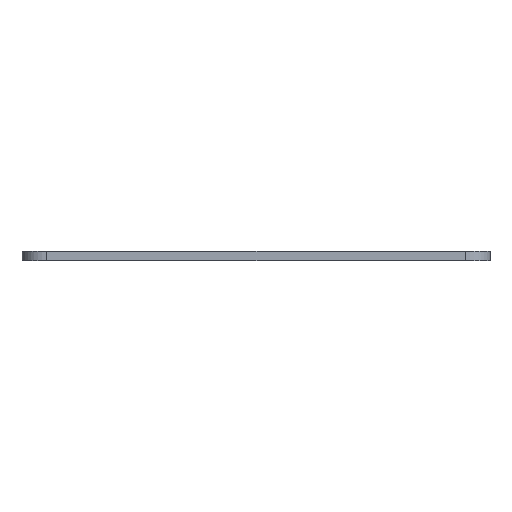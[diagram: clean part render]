
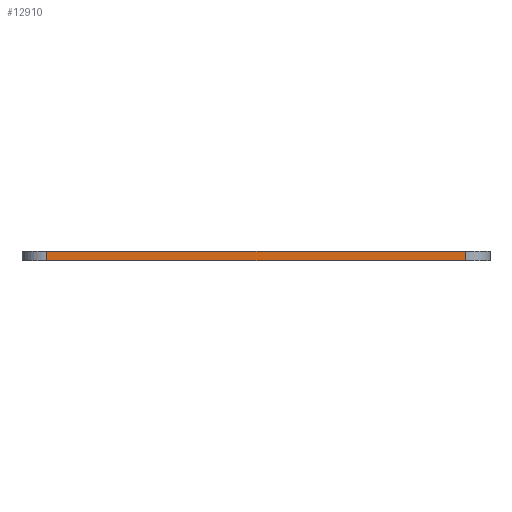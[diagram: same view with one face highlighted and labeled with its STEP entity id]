
A CAD part, left-side view. The second image highlights one B-rep face of the part: STEP entity #12910.
In plain terms, the highlighted planar face has unit normal (-1, 0, 0).
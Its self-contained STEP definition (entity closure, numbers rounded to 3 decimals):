
#84 = PLANE('',#85);
#85 = AXIS2_PLACEMENT_3D('',#86,#87,#88);
#86 = CARTESIAN_POINT('',(148.59,-86.36,1.6));
#87 = DIRECTION('',(0.,0.,1.));
#88 = DIRECTION('',(1.,0.,-0.));
#139 = PLANE('',#140);
#140 = AXIS2_PLACEMENT_3D('',#141,#142,#143);
#141 = CARTESIAN_POINT('',(148.59,-86.36,0.));
#142 = DIRECTION('',(0.,0.,1.));
#143 = DIRECTION('',(1.,0.,-0.));
#194 = CYLINDRICAL_SURFACE('',#195,4.013);
#195 = AXIS2_PLACEMENT_3D('',#196,#197,#198);
#196 = CARTESIAN_POINT('',(80.213,-120.447,0.));
#197 = DIRECTION('',(-0.,-0.,-1.));
#198 = DIRECTION('',(1.,0.,-0.));
#361 = VERTEX_POINT('',#362);
#362 = CARTESIAN_POINT('',(76.2,-52.273,0.));
#377 = CYLINDRICAL_SURFACE('',#378,4.013);
#378 = AXIS2_PLACEMENT_3D('',#379,#380,#381);
#379 = CARTESIAN_POINT('',(80.213,-52.273,0.));
#380 = DIRECTION('',(-0.,-0.,-1.));
#381 = DIRECTION('',(1.,0.,-0.));
#389 = EDGE_CURVE('',#390,#361,#392,.T.);
#390 = VERTEX_POINT('',#391);
#391 = CARTESIAN_POINT('',(76.2,-120.447,0.));
#392 = SURFACE_CURVE('',#393,(#397,#404),.PCURVE_S1.);
#393 = LINE('',#394,#395);
#394 = CARTESIAN_POINT('',(76.2,-120.447,0.));
#395 = VECTOR('',#396,1.);
#396 = DIRECTION('',(0.,1.,0.));
#397 = PCURVE('',#139,#398);
#398 = DEFINITIONAL_REPRESENTATION('',(#399),#403);
#399 = LINE('',#400,#401);
#400 = CARTESIAN_POINT('',(-72.39,-34.087));
#401 = VECTOR('',#402,1.);
#402 = DIRECTION('',(0.,1.));
#403 = ( GEOMETRIC_REPRESENTATION_CONTEXT(2) 
PARAMETRIC_REPRESENTATION_CONTEXT() REPRESENTATION_CONTEXT('2D SPACE',''
  ) );
#404 = PCURVE('',#405,#410);
#405 = PLANE('',#406);
#406 = AXIS2_PLACEMENT_3D('',#407,#408,#409);
#407 = CARTESIAN_POINT('',(76.2,-120.447,0.));
#408 = DIRECTION('',(-1.,0.,0.));
#409 = DIRECTION('',(0.,1.,0.));
#410 = DEFINITIONAL_REPRESENTATION('',(#411),#415);
#411 = LINE('',#412,#413);
#412 = CARTESIAN_POINT('',(0.,0.));
#413 = VECTOR('',#414,1.);
#414 = DIRECTION('',(1.,0.));
#415 = ( GEOMETRIC_REPRESENTATION_CONTEXT(2) 
PARAMETRIC_REPRESENTATION_CONTEXT() REPRESENTATION_CONTEXT('2D SPACE',''
  ) );
#7198 = VERTEX_POINT('',#7199);
#7199 = CARTESIAN_POINT('',(76.2,-52.273,1.6));
#7221 = EDGE_CURVE('',#7222,#7198,#7224,.T.);
#7222 = VERTEX_POINT('',#7223);
#7223 = CARTESIAN_POINT('',(76.2,-120.447,1.6));
#7224 = SURFACE_CURVE('',#7225,(#7229,#7236),.PCURVE_S1.);
#7225 = LINE('',#7226,#7227);
#7226 = CARTESIAN_POINT('',(76.2,-120.447,1.6));
#7227 = VECTOR('',#7228,1.);
#7228 = DIRECTION('',(0.,1.,0.));
#7229 = PCURVE('',#84,#7230);
#7230 = DEFINITIONAL_REPRESENTATION('',(#7231),#7235);
#7231 = LINE('',#7232,#7233);
#7232 = CARTESIAN_POINT('',(-72.39,-34.087));
#7233 = VECTOR('',#7234,1.);
#7234 = DIRECTION('',(0.,1.));
#7235 = ( GEOMETRIC_REPRESENTATION_CONTEXT(2) 
PARAMETRIC_REPRESENTATION_CONTEXT() REPRESENTATION_CONTEXT('2D SPACE',''
  ) );
#7236 = PCURVE('',#405,#7237);
#7237 = DEFINITIONAL_REPRESENTATION('',(#7238),#7242);
#7238 = LINE('',#7239,#7240);
#7239 = CARTESIAN_POINT('',(0.,-1.6));
#7240 = VECTOR('',#7241,1.);
#7241 = DIRECTION('',(1.,0.));
#7242 = ( GEOMETRIC_REPRESENTATION_CONTEXT(2) 
PARAMETRIC_REPRESENTATION_CONTEXT() REPRESENTATION_CONTEXT('2D SPACE',''
  ) );
#12860 = EDGE_CURVE('',#390,#7222,#12861,.T.);
#12861 = SURFACE_CURVE('',#12862,(#12866,#12873),.PCURVE_S1.);
#12862 = LINE('',#12863,#12864);
#12863 = CARTESIAN_POINT('',(76.2,-120.447,0.));
#12864 = VECTOR('',#12865,1.);
#12865 = DIRECTION('',(0.,0.,1.));
#12866 = PCURVE('',#194,#12867);
#12867 = DEFINITIONAL_REPRESENTATION('',(#12868),#12872);
#12868 = LINE('',#12869,#12870);
#12869 = CARTESIAN_POINT('',(-3.142,0.));
#12870 = VECTOR('',#12871,1.);
#12871 = DIRECTION('',(-0.,-1.));
#12872 = ( GEOMETRIC_REPRESENTATION_CONTEXT(2) 
PARAMETRIC_REPRESENTATION_CONTEXT() REPRESENTATION_CONTEXT('2D SPACE',''
  ) );
#12873 = PCURVE('',#405,#12874);
#12874 = DEFINITIONAL_REPRESENTATION('',(#12875),#12879);
#12875 = LINE('',#12876,#12877);
#12876 = CARTESIAN_POINT('',(0.,0.));
#12877 = VECTOR('',#12878,1.);
#12878 = DIRECTION('',(0.,-1.));
#12879 = ( GEOMETRIC_REPRESENTATION_CONTEXT(2) 
PARAMETRIC_REPRESENTATION_CONTEXT() REPRESENTATION_CONTEXT('2D SPACE',''
  ) );
#12910 = ADVANCED_FACE('',(#12911),#405,.T.);
#12911 = FACE_BOUND('',#12912,.T.);
#12912 = EDGE_LOOP('',(#12913,#12914,#12915,#12936));
#12913 = ORIENTED_EDGE('',*,*,#12860,.T.);
#12914 = ORIENTED_EDGE('',*,*,#7221,.T.);
#12915 = ORIENTED_EDGE('',*,*,#12916,.F.);
#12916 = EDGE_CURVE('',#361,#7198,#12917,.T.);
#12917 = SURFACE_CURVE('',#12918,(#12922,#12929),.PCURVE_S1.);
#12918 = LINE('',#12919,#12920);
#12919 = CARTESIAN_POINT('',(76.2,-52.273,0.));
#12920 = VECTOR('',#12921,1.);
#12921 = DIRECTION('',(0.,0.,1.));
#12922 = PCURVE('',#405,#12923);
#12923 = DEFINITIONAL_REPRESENTATION('',(#12924),#12928);
#12924 = LINE('',#12925,#12926);
#12925 = CARTESIAN_POINT('',(68.174,0.));
#12926 = VECTOR('',#12927,1.);
#12927 = DIRECTION('',(0.,-1.));
#12928 = ( GEOMETRIC_REPRESENTATION_CONTEXT(2) 
PARAMETRIC_REPRESENTATION_CONTEXT() REPRESENTATION_CONTEXT('2D SPACE',''
  ) );
#12929 = PCURVE('',#377,#12930);
#12930 = DEFINITIONAL_REPRESENTATION('',(#12931),#12935);
#12931 = LINE('',#12932,#12933);
#12932 = CARTESIAN_POINT('',(-3.142,0.));
#12933 = VECTOR('',#12934,1.);
#12934 = DIRECTION('',(-0.,-1.));
#12935 = ( GEOMETRIC_REPRESENTATION_CONTEXT(2) 
PARAMETRIC_REPRESENTATION_CONTEXT() REPRESENTATION_CONTEXT('2D SPACE',''
  ) );
#12936 = ORIENTED_EDGE('',*,*,#389,.F.);
